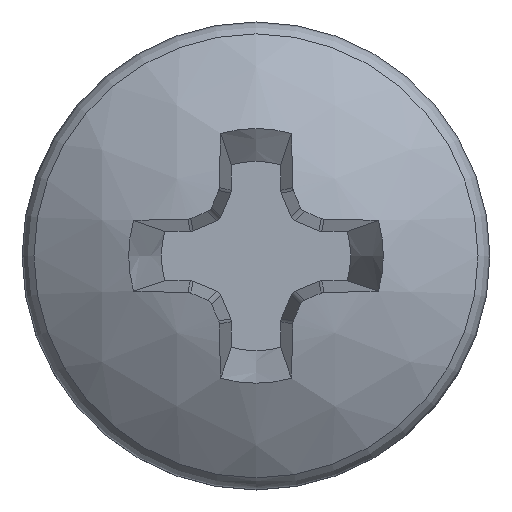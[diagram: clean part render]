
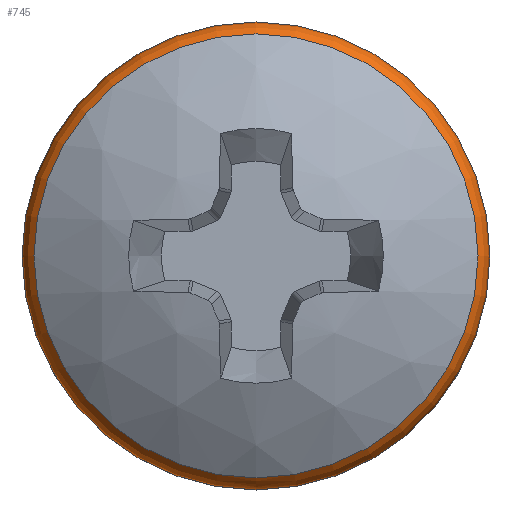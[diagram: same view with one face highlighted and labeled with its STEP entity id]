
A CAD part, top view. The second image highlights one B-rep face of the part: STEP entity #745.
In plain terms, the highlighted toroidal (fillet/blend) face has major radius 2.416 mm and minor radius 0.366 mm.
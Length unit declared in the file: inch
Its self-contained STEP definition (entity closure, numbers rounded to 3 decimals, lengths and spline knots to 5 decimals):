
#151=FACE_BOUND('',#206,.T.);
#156=TOROIDAL_SURFACE('',#814,0.0951,0.0144);
#160=FACE_OUTER_BOUND('',#205,.T.);
#205=EDGE_LOOP('',(#514));
#206=EDGE_LOOP('',(#515));
#275=CIRCLE('',#815,0.1095);
#276=CIRCLE('',#816,0.10391);
#320=VERTEX_POINT('',#1180);
#321=VERTEX_POINT('',#1182);
#398=EDGE_CURVE('',#320,#320,#275,.T.);
#399=EDGE_CURVE('',#321,#321,#276,.T.);
#514=ORIENTED_EDGE('',*,*,#398,.T.);
#515=ORIENTED_EDGE('',*,*,#399,.F.);
#745=ADVANCED_FACE('',(#160,#151),#156,.T.);
#814=AXIS2_PLACEMENT_3D('',#1179,#921,#922);
#815=AXIS2_PLACEMENT_3D('',#1181,#923,#924);
#816=AXIS2_PLACEMENT_3D('',#1183,#925,#926);
#921=DIRECTION('center_axis',(0.,0.,1.));
#922=DIRECTION('ref_axis',(0.,-1.,0.));
#923=DIRECTION('center_axis',(0.,0.,1.));
#924=DIRECTION('ref_axis',(0.,-1.,0.));
#925=DIRECTION('center_axis',(0.,0.,1.));
#926=DIRECTION('ref_axis',(0.,-1.,0.));
#1179=CARTESIAN_POINT('Origin',(0.,0.,0.78312));
#1180=CARTESIAN_POINT('',(-0.1095,0.,0.78312));
#1181=CARTESIAN_POINT('Origin',(0.,0.,0.78312));
#1182=CARTESIAN_POINT('',(0.,-0.10391,0.79452));
#1183=CARTESIAN_POINT('Origin',(0.,0.,0.79452));
